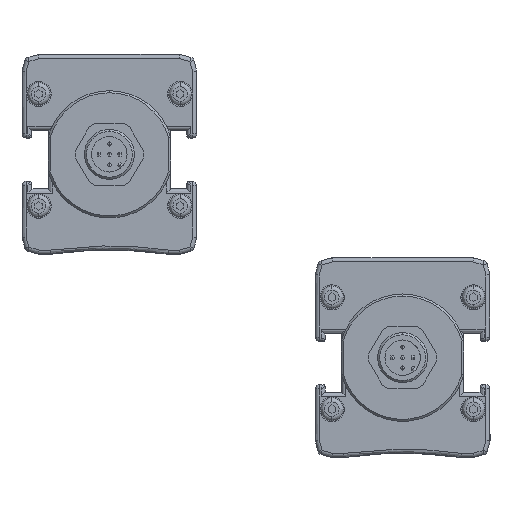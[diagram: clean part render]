
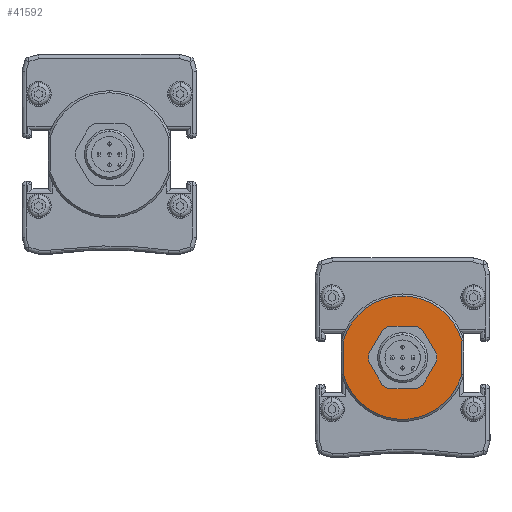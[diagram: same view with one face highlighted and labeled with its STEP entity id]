
A CAD part, front view. The second image highlights one B-rep face of the part: STEP entity #41592.
In plain terms, the highlighted planar face has unit normal (0, -1, 0).
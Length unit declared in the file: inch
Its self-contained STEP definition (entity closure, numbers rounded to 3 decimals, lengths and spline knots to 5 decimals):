
#428 = CARTESIAN_POINT ( 'NONE',  ( 2.21296, -16.59133, -2.08082 ) ) ;
#1155 = ORIENTED_EDGE ( 'NONE', *, *, #24178, .F. ) ;
#1247 = ORIENTED_EDGE ( 'NONE', *, *, #22663, .T. ) ;
#1824 = CARTESIAN_POINT ( 'NONE',  ( 3.33501, -16.59133, -2.08082 ) ) ;
#1847 = AXIS2_PLACEMENT_3D ( 'NONE', #33640, #31388, #23578 ) ;
#1900 = DIRECTION ( 'NONE',  ( 0., 1., 0. ) ) ;
#2737 = CARTESIAN_POINT ( 'NONE',  ( 3.33501, -16.59133, -1.76608 ) ) ;
#3261 = CIRCLE ( 'NONE', #10949, 0.58268 ) ;
#4054 = DIRECTION ( 'NONE',  ( 0., 1., 0. ) ) ;
#5343 = CARTESIAN_POINT ( 'NONE',  ( 2.21296, -16.59133, -1.76608 ) ) ;
#6869 = ORIENTED_EDGE ( 'NONE', *, *, #41787, .F. ) ;
#6905 = LINE ( 'NONE', #20205, #25818 ) ;
#8423 = DIRECTION ( 'NONE',  ( 0., 0., 1. ) ) ;
#9739 = DIRECTION ( 'NONE',  ( 0., 0., -1. ) ) ;
#10239 = CARTESIAN_POINT ( 'NONE',  ( 2.77398, -16.59133, -1.34078 ) ) ;
#10949 = AXIS2_PLACEMENT_3D ( 'NONE', #23697, #4054, #17149 ) ;
#11477 = DIRECTION ( 'NONE',  ( 0., 1., 0. ) ) ;
#13082 = ORIENTED_EDGE ( 'NONE', *, *, #36201, .F. ) ;
#13571 = FACE_OUTER_BOUND ( 'NONE', #43029, .T. ) ;
#13877 = VECTOR ( 'NONE', #30250, 39.37008 ) ;
#16716 = VERTEX_POINT ( 'NONE', #10239 ) ;
#17128 = LINE ( 'NONE', #37170, #13877 ) ;
#17149 = DIRECTION ( 'NONE',  ( 0., 0., 1. ) ) ;
#20205 = CARTESIAN_POINT ( 'NONE',  ( 3.33501, -16.59133, -1.92345 ) ) ;
#22140 = CARTESIAN_POINT ( 'NONE',  ( 2.77398, -16.59133, -1.92345 ) ) ;
#22663 = EDGE_CURVE ( 'NONE', #27851, #29307, #17128, .T. ) ;
#23578 = DIRECTION ( 'NONE',  ( 0., 0., -1. ) ) ;
#23697 = CARTESIAN_POINT ( 'NONE',  ( 2.77398, -16.59133, -1.92345 ) ) ;
#24135 = VERTEX_POINT ( 'NONE', #2737 ) ;
#24178 = EDGE_CURVE ( 'NONE', #24135, #39405, #6905, .T. ) ;
#24213 = AXIS2_PLACEMENT_3D ( 'NONE', #24847, #1900, #31626 ) ;
#24847 = CARTESIAN_POINT ( 'NONE',  ( 2.77398, -16.59133, -1.92345 ) ) ;
#25818 = VECTOR ( 'NONE', #9739, 39.37008 ) ;
#27851 = VERTEX_POINT ( 'NONE', #5343 ) ;
#28109 = PLANE ( 'NONE',  #1847 ) ;
#29307 = VERTEX_POINT ( 'NONE', #428 ) ;
#29681 = ORIENTED_EDGE ( 'NONE', *, *, #35903, .F. ) ;
#30250 = DIRECTION ( 'NONE',  ( 0., 0., -1. ) ) ;
#31388 = DIRECTION ( 'NONE',  ( 0., -1., 0. ) ) ;
#31626 = DIRECTION ( 'NONE',  ( 0., 0., 1. ) ) ;
#33640 = CARTESIAN_POINT ( 'NONE',  ( 2.77398, -16.59133, -1.92345 ) ) ;
#35903 = EDGE_CURVE ( 'NONE', #39405, #29307, #40236, .T. ) ;
#36201 = EDGE_CURVE ( 'NONE', #16716, #24135, #38865, .T. ) ;
#37170 = CARTESIAN_POINT ( 'NONE',  ( 2.21296, -16.59133, -1.92345 ) ) ;
#38865 = CIRCLE ( 'NONE', #42361, 0.58268 ) ;
#39405 = VERTEX_POINT ( 'NONE', #1824 ) ;
#40236 = CIRCLE ( 'NONE', #24213, 0.58268 ) ;
#41592 = ADVANCED_FACE ( 'NONE', ( #13571 ), #28109, .T. ) ;
#41787 = EDGE_CURVE ( 'NONE', #27851, #16716, #3261, .T. ) ;
#42361 = AXIS2_PLACEMENT_3D ( 'NONE', #22140, #11477, #8423 ) ;
#43029 = EDGE_LOOP ( 'NONE', ( #13082, #6869, #1247, #29681, #1155 ) ) ;
